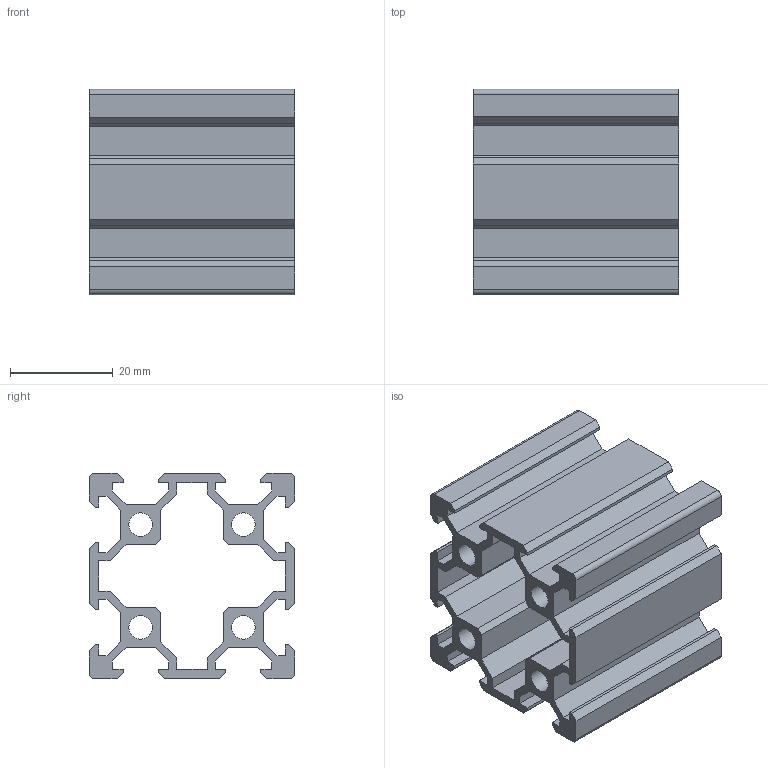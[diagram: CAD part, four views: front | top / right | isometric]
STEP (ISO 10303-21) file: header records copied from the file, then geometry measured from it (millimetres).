
FILE_DESCRIPTION(/* description */ (''),/* implementation_level */ '2;1');
FILE_NAME(/* name */ 'Forseti 4040 V-Slot Cube.step',/* time_stamp */ '2024-02-10T20:35:50-03:00',/* author */ (''),/* organization */ (''),/* preprocessor_version */ 'ST-DEVELOPER v20',/* originating_system */ 'Autodesk Translation Framework v12.20.1.177',/* authorisation */ '');
FILE_SCHEMA (('AUTOMOTIVE_DESIGN { 1 0 10303 214 3 1 1 }'));
Length unit declared in the file: millimetre
Products named in the file (1): 4040 V-Slot Forseti
Bounding box: 40 x 40 x 40 mm (x, y, z)
Volume: 18202.9 mm3; surface area: 19859.5 mm2
Topology: 1 solids, 1 shells, 142 faces, 420 edges, 280 vertices
Faces by surface type: plane 134, cylinder 8
Full cylindrical faces by diameter (mm): 4.6 x4
Entity records: 4713 total; most frequent: CARTESIAN_POINT 843, ORIENTED_EDGE 840, DIRECTION 722, EDGE_CURVE 420, LINE 404, VECTOR 404, VERTEX_POINT 280, AXIS2_PLACEMENT_3D 159
